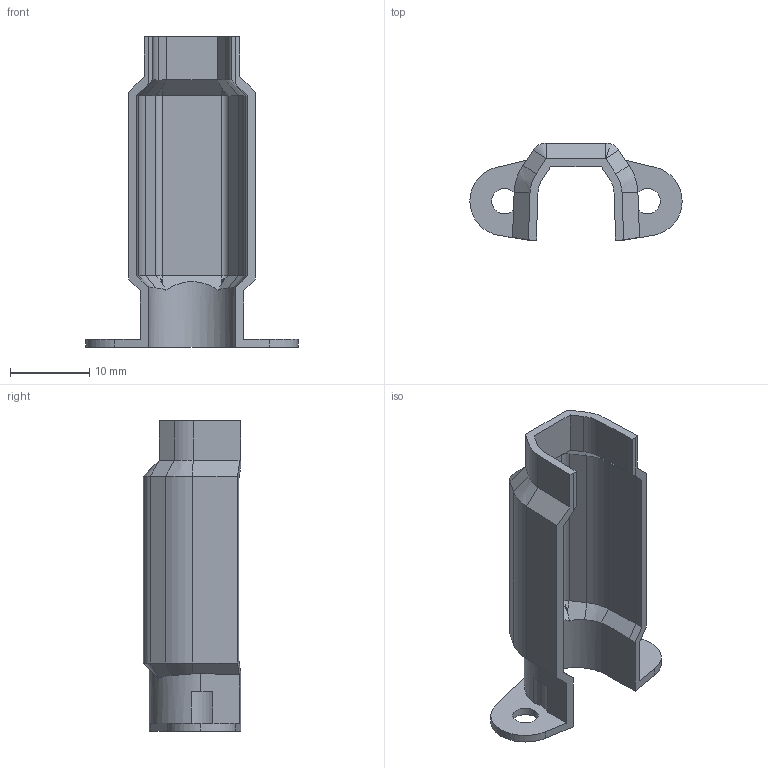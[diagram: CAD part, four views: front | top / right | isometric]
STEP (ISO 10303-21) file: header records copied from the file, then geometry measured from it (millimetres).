
FILE_DESCRIPTION (( 'STEP AP214' ), '1' );
FILE_NAME ('BLTouch Heat Shield.STEP', '2023-09-01T17:26:10', ( '' ), ( '' ), 'SwSTEP 2.0', 'SolidWorks 2023', '' );
FILE_SCHEMA (( 'AUTOMOTIVE_DESIGN' ));
Length unit declared in the file: millimetre
Products named in the file (1): BLTouch Heat Shield
Bounding box: 26.72 x 12.25 x 39.1 mm (x, y, z)
Volume: 1363.6 mm3; surface area: 2921.4 mm2
Topology: 1 solids, 1 shells, 106 faces, 266 edges, 156 vertices
Faces by surface type: plane 66, cylinder 24, cone 16
Entity records: 3095 total; most frequent: CARTESIAN_POINT 591, ORIENTED_EDGE 520, DIRECTION 508, EDGE_CURVE 260, LINE 194, VECTOR 194, AXIS2_PLACEMENT_3D 157, VERTEX_POINT 156
